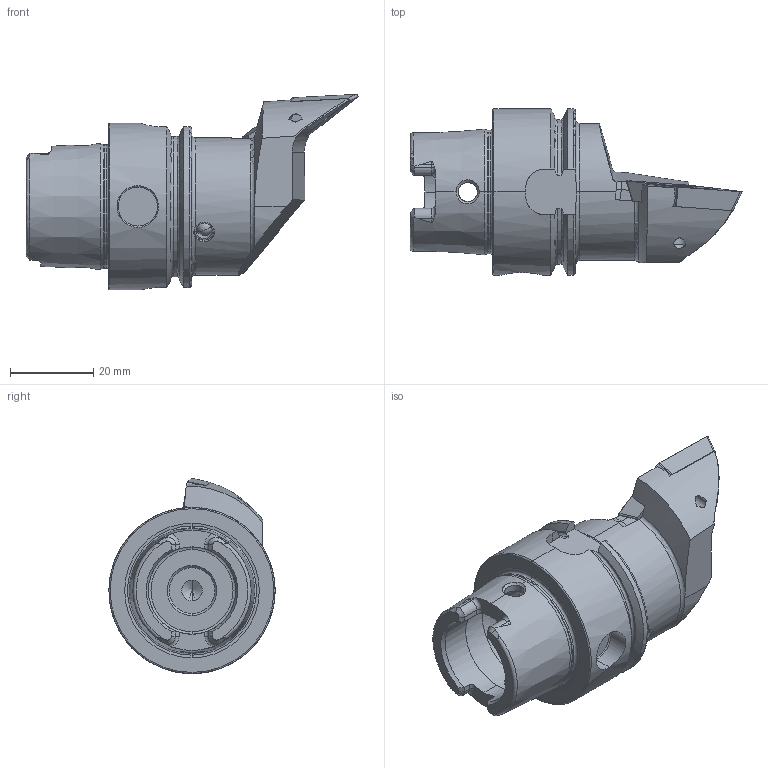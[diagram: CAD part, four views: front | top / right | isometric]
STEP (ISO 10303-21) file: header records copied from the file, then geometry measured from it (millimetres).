
FILE_DESCRIPTION (( 'STEP AP214' ), '1' );
FILE_NAME ('HA4.KVB.LJA.060.STEP', '2020-09-17T07:36:23', ( '' ), ( '' ), 'SwSTEP 2.0', 'SolidWorks 2017', '' );
FILE_SCHEMA (( 'AUTOMOTIVE_DESIGN' ));
Length unit declared in the file: millimetre
Products named in the file (5): HA4-KVB.LJA.060_B; KVT_MB_600_050; WCB-ER2.001.009_A; VCMT160404; HA4.KVB.LJA.060
Assembly tree (4 placements, depth 2):
  HA4.KVB.LJA.060
    HA4-KVB.LJA.060_B
    WCB-ER2.001.009_A
    VCMT160404
    KVT_MB_600_050
Bounding box: 79.9 x 40 x 47 mm (x, y, z)
Volume: 40207.6 mm3; surface area: 13803.4 mm2
Topology: 5 solids, 5 shells, 321 faces, 832 edges, 512 vertices
Faces by surface type: cylinder 91, cone 83, plane 81, torus 40, bspline 22, sphere 4
Entity records: 13528 total; most frequent: CARTESIAN_POINT 4293, ORIENTED_EDGE 1634, DIRECTION 1457, EDGE_CURVE 817, AXIS2_PLACEMENT_3D 586, VERTEX_POINT 509, EDGE_LOOP 336, FACE_OUTER_BOUND 321
